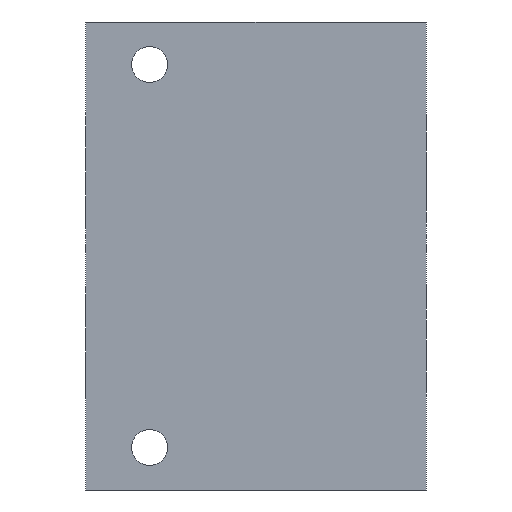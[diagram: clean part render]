
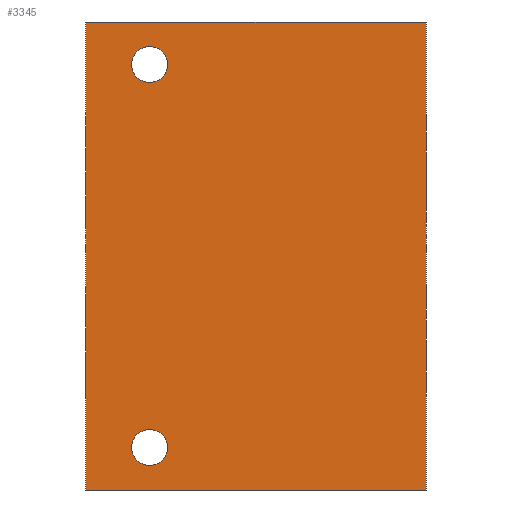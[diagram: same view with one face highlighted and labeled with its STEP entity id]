
A CAD part, left-side view. The second image highlights one B-rep face of the part: STEP entity #3345.
In plain terms, the highlighted planar face has unit normal (-1, 0, 0).
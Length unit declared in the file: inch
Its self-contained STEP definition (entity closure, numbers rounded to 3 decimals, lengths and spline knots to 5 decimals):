
#1=DIRECTION('',(0.,-1.,0.));
#2=VECTOR('',#1,4.);
#3=CARTESIAN_POINT('',(0.,0.,0.));
#4=LINE('',#3,#2);
#37=DIRECTION('',(0.,0.,1.));
#38=VECTOR('',#37,5.5);
#39=CARTESIAN_POINT('',(0.,0.,0.));
#40=LINE('',#39,#38);
#41=CARTESIAN_POINT('',(0.,-0.75,5.));
#42=DIRECTION('',(1.,0.,0.));
#43=DIRECTION('',(0.,0.,-1.));
#44=AXIS2_PLACEMENT_3D('',#41,#42,#43);
#46=CARTESIAN_POINT('',(0.,-0.75,5.));
#47=DIRECTION('',(1.,0.,0.));
#48=DIRECTION('',(0.,0.,1.));
#49=AXIS2_PLACEMENT_3D('',#46,#47,#48);
#51=CARTESIAN_POINT('',(0.,-0.75,0.5));
#52=DIRECTION('',(1.,0.,0.));
#53=DIRECTION('',(0.,0.,-1.));
#54=AXIS2_PLACEMENT_3D('',#51,#52,#53);
#56=CARTESIAN_POINT('',(0.,-0.75,0.5));
#57=DIRECTION('',(1.,0.,0.));
#58=DIRECTION('',(0.,0.,1.));
#59=AXIS2_PLACEMENT_3D('',#56,#57,#58);
#119=DIRECTION('',(0.,0.,1.));
#120=VECTOR('',#119,5.5);
#121=CARTESIAN_POINT('',(0.,-4.,0.));
#122=LINE('',#121,#120);
#143=DIRECTION('',(0.,-1.,0.));
#144=VECTOR('',#143,4.);
#145=CARTESIAN_POINT('',(0.,0.,5.5));
#146=LINE('',#145,#144);
#2843=CARTESIAN_POINT('',(0.,0.,0.));
#2844=CARTESIAN_POINT('',(0.,-4.,0.));
#2845=VERTEX_POINT('',#2843);
#2846=VERTEX_POINT('',#2844);
#2851=CARTESIAN_POINT('',(0.,0.,5.5));
#2852=CARTESIAN_POINT('',(0.,-4.,5.5));
#2853=VERTEX_POINT('',#2851);
#2854=VERTEX_POINT('',#2852);
#3189=CARTESIAN_POINT('',(0.,-0.75,4.789));
#3190=CARTESIAN_POINT('',(0.,-0.75,5.211));
#3191=VERTEX_POINT('',#3189);
#3192=VERTEX_POINT('',#3190);
#3201=CARTESIAN_POINT('',(0.,-0.75,0.289));
#3202=CARTESIAN_POINT('',(0.,-0.75,0.711));
#3203=VERTEX_POINT('',#3201);
#3204=VERTEX_POINT('',#3202);
#3319=CARTESIAN_POINT('',(0.,0.,0.));
#3320=DIRECTION('',(-1.,0.,0.));
#3321=DIRECTION('',(0.,-1.,0.));
#3322=AXIS2_PLACEMENT_3D('',#3319,#3320,#3321);
#3323=PLANE('',#3322);
#3324=ORIENTED_EDGE('',*,*,#3296,.F.);
#3326=ORIENTED_EDGE('',*,*,#3325,.T.);
#3328=ORIENTED_EDGE('',*,*,#3327,.T.);
#3330=ORIENTED_EDGE('',*,*,#3329,.F.);
#3331=EDGE_LOOP('',(#3324,#3326,#3328,#3330));
#3332=FACE_OUTER_BOUND('',#3331,.F.);
#3334=ORIENTED_EDGE('',*,*,#3333,.F.);
#3336=ORIENTED_EDGE('',*,*,#3335,.F.);
#3337=EDGE_LOOP('',(#3334,#3336));
#3338=FACE_BOUND('',#3337,.F.);
#3340=ORIENTED_EDGE('',*,*,#3339,.F.);
#3342=ORIENTED_EDGE('',*,*,#3341,.F.);
#3343=EDGE_LOOP('',(#3340,#3342));
#3344=FACE_BOUND('',#3343,.F.);
#3345=ADVANCED_FACE('',(#3332,#3338,#3344),#3323,.T.);
#45=CIRCLE('',#44,0.211);
#50=CIRCLE('',#49,0.211);
#55=CIRCLE('',#54,0.211);
#60=CIRCLE('',#59,0.211);
#3296=EDGE_CURVE('',#2845,#2846,#4,.T.);
#3325=EDGE_CURVE('',#2845,#2853,#40,.T.);
#3327=EDGE_CURVE('',#2853,#2854,#146,.T.);
#3329=EDGE_CURVE('',#2846,#2854,#122,.T.);
#3333=EDGE_CURVE('',#3191,#3192,#45,.T.);
#3335=EDGE_CURVE('',#3192,#3191,#50,.T.);
#3339=EDGE_CURVE('',#3203,#3204,#55,.T.);
#3341=EDGE_CURVE('',#3204,#3203,#60,.T.);
